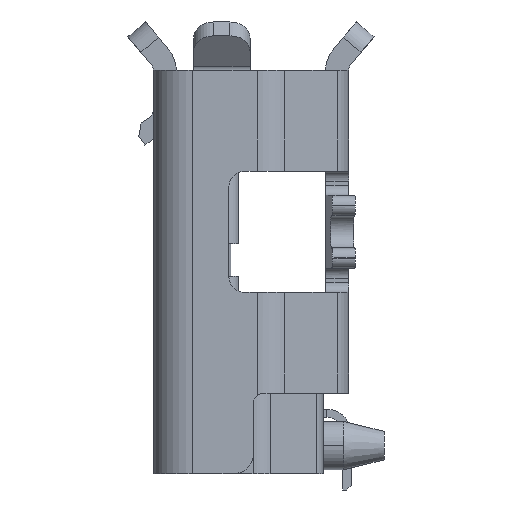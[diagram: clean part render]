
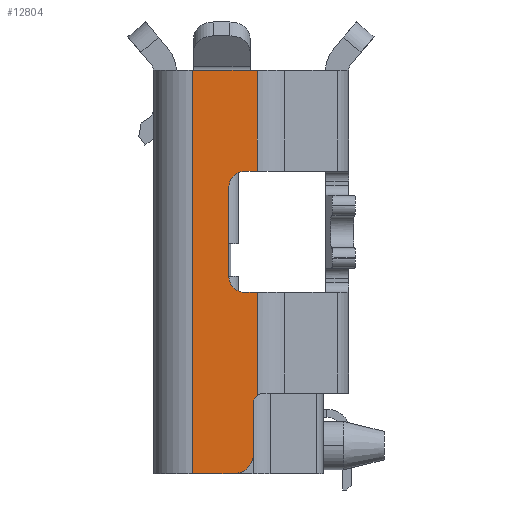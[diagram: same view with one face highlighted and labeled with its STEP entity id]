
A CAD part, left-side view. The second image highlights one B-rep face of the part: STEP entity #12804.
In plain terms, the highlighted planar face has unit normal (-1, 0, 0).
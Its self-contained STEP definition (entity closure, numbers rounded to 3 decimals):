
#107 = DIRECTION ( 'NONE',  ( 1., 0., 0. ) ) ;
#308 = LINE ( 'NONE', #5706, #13196 ) ;
#383 = CARTESIAN_POINT ( 'NONE',  ( -3.735, 0.075, -0.05 ) ) ;
#1014 = CIRCLE ( 'NONE', #15384, 0.2 ) ;
#1020 = EDGE_CURVE ( 'NONE', #10464, #15662, #10955, .T. ) ;
#1224 = ORIENTED_EDGE ( 'NONE', *, *, #11639, .T. ) ;
#1281 = LINE ( 'NONE', #14696, #7278 ) ;
#1544 = ORIENTED_EDGE ( 'NONE', *, *, #9243, .T. ) ;
#1700 = DIRECTION ( 'NONE',  ( 0., -1., 0. ) ) ;
#1730 = ORIENTED_EDGE ( 'NONE', *, *, #9677, .F. ) ;
#1859 = VECTOR ( 'NONE', #10396, 1000. ) ;
#1899 = DIRECTION ( 'NONE',  ( 1., 0., 0. ) ) ;
#1904 = DIRECTION ( 'NONE',  ( 0., -1., 0. ) ) ;
#1917 = ORIENTED_EDGE ( 'NONE', *, *, #10348, .T. ) ;
#2028 = CARTESIAN_POINT ( 'NONE',  ( -3.735, -0.03, -1.5 ) ) ;
#2052 = EDGE_CURVE ( 'NONE', #2834, #8605, #4061, .T. ) ;
#2178 = VERTEX_POINT ( 'NONE', #9153 ) ;
#2732 = AXIS2_PLACEMENT_3D ( 'NONE', #4546, #107, #14758 ) ;
#2834 = VERTEX_POINT ( 'NONE', #3408 ) ;
#2933 = CARTESIAN_POINT ( 'NONE',  ( -3.735, 0.725, -0.25 ) ) ;
#2995 = LINE ( 'NONE', #7209, #3416 ) ;
#3171 = VECTOR ( 'NONE', #8456, 1000. ) ;
#3394 = LINE ( 'NONE', #6519, #9641 ) ;
#3408 = CARTESIAN_POINT ( 'NONE',  ( -3.735, -0.03, -1.625 ) ) ;
#3416 = VECTOR ( 'NONE', #1904, 1000. ) ;
#3696 = CARTESIAN_POINT ( 'NONE',  ( -3.735, 0.725, -2.5 ) ) ;
#3793 = CARTESIAN_POINT ( 'NONE',  ( -3.735, 0.01, 2.5 ) ) ;
#3956 = DIRECTION ( 'NONE',  ( 0., -1., 0. ) ) ;
#4061 = CIRCLE ( 'NONE', #2732, 0.125 ) ;
#4075 = ORIENTED_EDGE ( 'NONE', *, *, #11196, .T. ) ;
#4510 = VERTEX_POINT ( 'NONE', #10454 ) ;
#4523 = CIRCLE ( 'NONE', #16621, 0.2 ) ;
#4546 = CARTESIAN_POINT ( 'NONE',  ( -3.735, -0.155, -1.625 ) ) ;
#4616 = VERTEX_POINT ( 'NONE', #6716 ) ;
#4642 = LINE ( 'NONE', #2933, #3171 ) ;
#5065 = VECTOR ( 'NONE', #14070, 1000. ) ;
#5246 = DIRECTION ( 'NONE',  ( -1., 0., 0. ) ) ;
#5253 = CARTESIAN_POINT ( 'NONE',  ( -3.735, 0.725, 1.25 ) ) ;
#5314 = EDGE_CURVE ( 'NONE', #2178, #4510, #4523, .T. ) ;
#5706 = CARTESIAN_POINT ( 'NONE',  ( -3.735, 0.725, 2.5 ) ) ;
#5756 = ORIENTED_EDGE ( 'NONE', *, *, #8827, .T. ) ;
#5803 = ORIENTED_EDGE ( 'NONE', *, *, #10466, .F. ) ;
#5946 = DIRECTION ( 'NONE',  ( 1., 0., 0. ) ) ;
#6112 = DIRECTION ( 'NONE',  ( 0., 0., -1. ) ) ;
#6122 = CARTESIAN_POINT ( 'NONE',  ( -3.735, 0.275, -0.05 ) ) ;
#6159 = CARTESIAN_POINT ( 'NONE',  ( -3.735, -0.077, -0.25 ) ) ;
#6311 = DIRECTION ( 'NONE',  ( 0., 0., -1. ) ) ;
#6487 = EDGE_CURVE ( 'NONE', #11610, #8605, #10357, .T. ) ;
#6505 = ORIENTED_EDGE ( 'NONE', *, *, #6487, .F. ) ;
#6519 = CARTESIAN_POINT ( 'NONE',  ( -3.735, 0.275, 2.5 ) ) ;
#6630 = DIRECTION ( 'NONE',  ( 0., 0., 1. ) ) ;
#6716 = CARTESIAN_POINT ( 'NONE',  ( -3.735, 0.22, -2.5 ) ) ;
#6828 = FACE_OUTER_BOUND ( 'NONE', #13607, .T. ) ;
#6950 = EDGE_CURVE ( 'NONE', #15515, #13867, #9356, .T. ) ;
#6961 = ORIENTED_EDGE ( 'NONE', *, *, #15426, .F. ) ;
#7083 = EDGE_CURVE ( 'NONE', #10414, #14670, #1014, .T. ) ;
#7090 = CARTESIAN_POINT ( 'NONE',  ( -3.735, -0.03, -2.25 ) ) ;
#7136 = VERTEX_POINT ( 'NONE', #14508 ) ;
#7209 = CARTESIAN_POINT ( 'NONE',  ( -3.735, 0.725, -2.5 ) ) ;
#7278 = VECTOR ( 'NONE', #12035, 1000. ) ;
#7707 = ORIENTED_EDGE ( 'NONE', *, *, #14662, .T. ) ;
#7739 = LINE ( 'NONE', #2028, #13495 ) ;
#8456 = DIRECTION ( 'NONE',  ( 0., -1., 0. ) ) ;
#8496 = CARTESIAN_POINT ( 'NONE',  ( -3.735, 0.725, 2.5 ) ) ;
#8545 = AXIS2_PLACEMENT_3D ( 'NONE', #15824, #5246, #6311 ) ;
#8605 = VERTEX_POINT ( 'NONE', #8901 ) ;
#8697 = CARTESIAN_POINT ( 'NONE',  ( -3.735, 0.075, 1.05 ) ) ;
#8827 = EDGE_CURVE ( 'NONE', #16165, #2834, #7739, .T. ) ;
#8901 = CARTESIAN_POINT ( 'NONE',  ( -3.735, -0.077, -1.527 ) ) ;
#9153 = CARTESIAN_POINT ( 'NONE',  ( -3.735, 0.275, 1.05 ) ) ;
#9243 = EDGE_CURVE ( 'NONE', #13867, #4616, #2995, .T. ) ;
#9356 = LINE ( 'NONE', #11914, #12618 ) ;
#9416 = ORIENTED_EDGE ( 'NONE', *, *, #6950, .T. ) ;
#9641 = VECTOR ( 'NONE', #6630, 1000. ) ;
#9677 = EDGE_CURVE ( 'NONE', #10414, #11610, #4642, .T. ) ;
#9688 = VERTEX_POINT ( 'NONE', #16435 ) ;
#9689 = DIRECTION ( 'NONE',  ( 0., 0., -1. ) ) ;
#9966 = CIRCLE ( 'NONE', #8545, 0.25 ) ;
#10348 = EDGE_CURVE ( 'NONE', #4616, #16165, #9966, .T. ) ;
#10357 = LINE ( 'NONE', #16684, #5065 ) ;
#10396 = DIRECTION ( 'NONE',  ( 0., -1., 0. ) ) ;
#10414 = VERTEX_POINT ( 'NONE', #15587 ) ;
#10454 = CARTESIAN_POINT ( 'NONE',  ( -3.735, 0.075, 1.25 ) ) ;
#10464 = VERTEX_POINT ( 'NONE', #3793 ) ;
#10466 = EDGE_CURVE ( 'NONE', #15515, #7136, #308, .T. ) ;
#10955 = LINE ( 'NONE', #13370, #14045 ) ;
#11000 = LINE ( 'NONE', #5253, #1859 ) ;
#11182 = LINE ( 'NONE', #13795, #12047 ) ;
#11196 = EDGE_CURVE ( 'NONE', #10464, #7136, #1281, .T. ) ;
#11390 = DIRECTION ( 'NONE',  ( 0., 1., 0. ) ) ;
#11452 = CARTESIAN_POINT ( 'NONE',  ( -3.735, 0.725, 2.5 ) ) ;
#11610 = VERTEX_POINT ( 'NONE', #6159 ) ;
#11639 = EDGE_CURVE ( 'NONE', #4510, #9688, #11000, .T. ) ;
#11914 = CARTESIAN_POINT ( 'NONE',  ( -3.735, 0.725, 2.5 ) ) ;
#12035 = DIRECTION ( 'NONE',  ( 0., 1., 0. ) ) ;
#12047 = VECTOR ( 'NONE', #12634, 1000. ) ;
#12227 = ORIENTED_EDGE ( 'NONE', *, *, #7083, .T. ) ;
#12618 = VECTOR ( 'NONE', #6112, 1000. ) ;
#12634 = DIRECTION ( 'NONE',  ( 0., 0., -1. ) ) ;
#12683 = ORIENTED_EDGE ( 'NONE', *, *, #2052, .T. ) ;
#12804 = ADVANCED_FACE ( 'NONE', ( #6828 ), #15913, .F. ) ;
#13196 = VECTOR ( 'NONE', #3956, 1000. ) ;
#13370 = CARTESIAN_POINT ( 'NONE',  ( -3.735, 0.725, 2.5 ) ) ;
#13495 = VECTOR ( 'NONE', #16167, 1000. ) ;
#13607 = EDGE_LOOP ( 'NONE', ( #1544, #1917, #5756, #12683, #6505, #1730, #12227, #7707, #17040, #1224, #6961, #16213, #4075, #5803, #9416 ) ) ;
#13795 = CARTESIAN_POINT ( 'NONE',  ( -3.735, -0.077, 2.5 ) ) ;
#13867 = VERTEX_POINT ( 'NONE', #3696 ) ;
#14045 = VECTOR ( 'NONE', #1700, 1000. ) ;
#14070 = DIRECTION ( 'NONE',  ( 0., 0., -1. ) ) ;
#14508 = CARTESIAN_POINT ( 'NONE',  ( -3.735, 0.71, 2.5 ) ) ;
#14581 = DIRECTION ( 'NONE',  ( 0., 0., -1. ) ) ;
#14602 = DIRECTION ( 'NONE',  ( 1., 0., 0. ) ) ;
#14662 = EDGE_CURVE ( 'NONE', #14670, #2178, #3394, .T. ) ;
#14670 = VERTEX_POINT ( 'NONE', #6122 ) ;
#14696 = CARTESIAN_POINT ( 'NONE',  ( -3.735, 0.01, 2.5 ) ) ;
#14758 = DIRECTION ( 'NONE',  ( 0., 0., -1. ) ) ;
#15384 = AXIS2_PLACEMENT_3D ( 'NONE', #383, #1899, #9689 ) ;
#15426 = EDGE_CURVE ( 'NONE', #15662, #9688, #11182, .T. ) ;
#15506 = CARTESIAN_POINT ( 'NONE',  ( -3.735, -0.077, 2.5 ) ) ;
#15515 = VERTEX_POINT ( 'NONE', #8496 ) ;
#15587 = CARTESIAN_POINT ( 'NONE',  ( -3.735, 0.075, -0.25 ) ) ;
#15662 = VERTEX_POINT ( 'NONE', #15506 ) ;
#15824 = CARTESIAN_POINT ( 'NONE',  ( -3.735, 0.22, -2.25 ) ) ;
#15913 = PLANE ( 'NONE',  #16929 ) ;
#16165 = VERTEX_POINT ( 'NONE', #7090 ) ;
#16167 = DIRECTION ( 'NONE',  ( 0., 0., 1. ) ) ;
#16213 = ORIENTED_EDGE ( 'NONE', *, *, #1020, .F. ) ;
#16435 = CARTESIAN_POINT ( 'NONE',  ( -3.735, -0.077, 1.25 ) ) ;
#16621 = AXIS2_PLACEMENT_3D ( 'NONE', #8697, #5946, #14581 ) ;
#16684 = CARTESIAN_POINT ( 'NONE',  ( -3.735, -0.077, 2.5 ) ) ;
#16929 = AXIS2_PLACEMENT_3D ( 'NONE', #11452, #14602, #11390 ) ;
#17040 = ORIENTED_EDGE ( 'NONE', *, *, #5314, .T. ) ;
